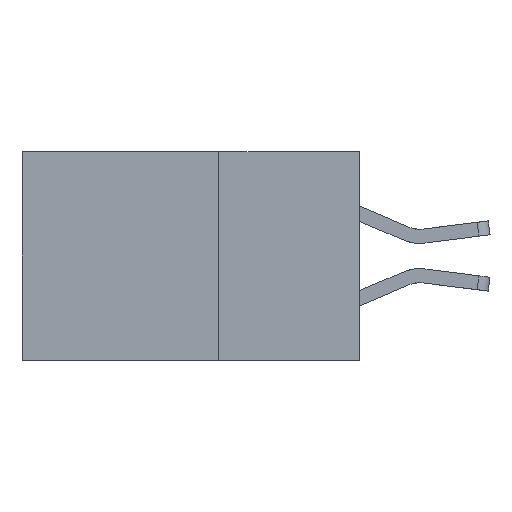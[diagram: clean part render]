
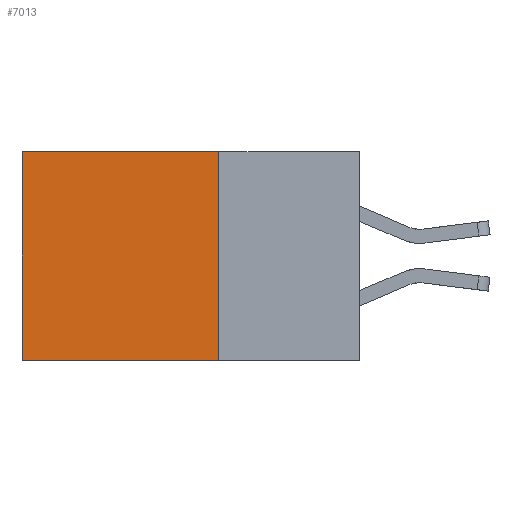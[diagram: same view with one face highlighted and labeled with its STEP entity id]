
A CAD part, left-side view. The second image highlights one B-rep face of the part: STEP entity #7013.
In plain terms, the highlighted planar face has unit normal (-1, 0, 0).
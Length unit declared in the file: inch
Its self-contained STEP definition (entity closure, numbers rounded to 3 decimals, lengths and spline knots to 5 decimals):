
#225 = VERTEX_POINT ( 'NONE', #11055 ) ;
#578 = EDGE_CURVE ( 'NONE', #13980, #225, #5740, .T. ) ;
#612 = AXIS2_PLACEMENT_3D ( 'NONE', #15032, #6473, #15084 ) ;
#1286 = VERTEX_POINT ( 'NONE', #7523 ) ;
#1360 = ORIENTED_EDGE ( 'NONE', *, *, #9569, .F. ) ;
#1828 = VERTEX_POINT ( 'NONE', #6541 ) ;
#1875 = CARTESIAN_POINT ( 'NONE',  ( 0.2875, 0.25, 0. ) ) ;
#2039 = CARTESIAN_POINT ( 'NONE',  ( 0.2875, 0.6, 0. ) ) ;
#2212 = FACE_OUTER_BOUND ( 'NONE', #14636, .T. ) ;
#2828 = EDGE_CURVE ( 'NONE', #13980, #1828, #6072, .T. ) ;
#2968 = VECTOR ( 'NONE', #3325, 39.37008 ) ;
#3325 = DIRECTION ( 'NONE',  ( 0., 0., -1. ) ) ;
#4621 = DIRECTION ( 'NONE',  ( 0., 0., -1. ) ) ;
#5309 = EDGE_CURVE ( 'NONE', #1828, #1286, #12945, .T. ) ;
#5740 = LINE ( 'NONE', #1875, #12323 ) ;
#5961 = ORIENTED_EDGE ( 'NONE', *, *, #578, .F. ) ;
#6072 = LINE ( 'NONE', #7511, #12610 ) ;
#6473 = DIRECTION ( 'NONE',  ( 1., 0., 0. ) ) ;
#6541 = CARTESIAN_POINT ( 'NONE',  ( 0.2875, 0.6, 0. ) ) ;
#6735 = DIRECTION ( 'NONE',  ( 0., 1., 0. ) ) ;
#7013 = ADVANCED_FACE ( 'NONE', ( #2212 ), #8895, .F. ) ;
#7511 = CARTESIAN_POINT ( 'NONE',  ( 0.2875, 0.25, 0. ) ) ;
#7523 = CARTESIAN_POINT ( 'NONE',  ( 0.2875, 0.6, -0.37 ) ) ;
#8539 = CARTESIAN_POINT ( 'NONE',  ( 0.2875, 0.25, -0.37 ) ) ;
#8895 = PLANE ( 'NONE',  #612 ) ;
#9569 = EDGE_CURVE ( 'NONE', #225, #1286, #14036, .T. ) ;
#9985 = VECTOR ( 'NONE', #11011, 39.37008 ) ;
#10528 = CARTESIAN_POINT ( 'NONE',  ( 0.2875, 0.25, 0. ) ) ;
#11011 = DIRECTION ( 'NONE',  ( 0., 1., 0. ) ) ;
#11055 = CARTESIAN_POINT ( 'NONE',  ( 0.2875, 0.25, -0.37 ) ) ;
#12017 = ORIENTED_EDGE ( 'NONE', *, *, #5309, .T. ) ;
#12323 = VECTOR ( 'NONE', #4621, 39.37008 ) ;
#12610 = VECTOR ( 'NONE', #6735, 39.37008 ) ;
#12945 = LINE ( 'NONE', #2039, #2968 ) ;
#13980 = VERTEX_POINT ( 'NONE', #10528 ) ;
#14036 = LINE ( 'NONE', #8539, #9985 ) ;
#14636 = EDGE_LOOP ( 'NONE', ( #12017, #1360, #5961, #16186 ) ) ;
#15032 = CARTESIAN_POINT ( 'NONE',  ( 0.2875, 0.25, 0. ) ) ;
#15084 = DIRECTION ( 'NONE',  ( 0., 0., -1. ) ) ;
#16186 = ORIENTED_EDGE ( 'NONE', *, *, #2828, .T. ) ;
